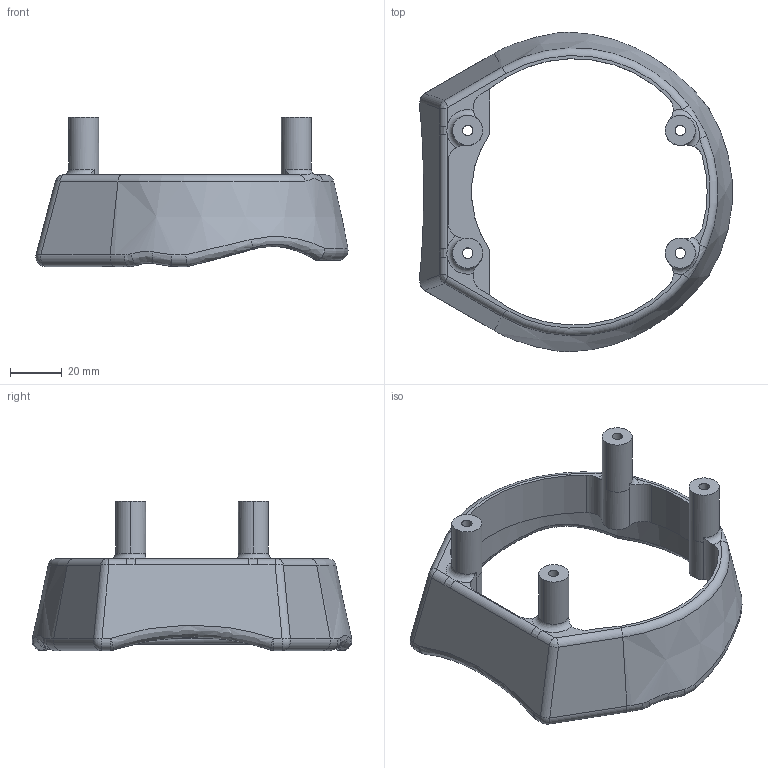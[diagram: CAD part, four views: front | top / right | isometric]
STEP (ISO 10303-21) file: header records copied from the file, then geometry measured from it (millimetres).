
FILE_DESCRIPTION((''),'2;1');
FILE_NAME('1040369B','2011-04-14T',('dburns'),(''),'PRO/ENGINEER BY PARAMETRIC TECHNOLOGY CORPORATION, 2007390','PRO/ENGINEER BY PARAMETRIC TECHNOLOGY CORPORATION, 2007390','');
FILE_SCHEMA(('CONFIG_CONTROL_DESIGN'));
Length unit declared in the file: inch
Products named in the file (1): 1040369B
Bounding box: 121.17 x 124.12 x 57.91 mm (x, y, z)
Volume: 97355.9 mm3; surface area: 35475.8 mm2
Topology: 1 solids, 1 shells, 143 faces, 367 edges, 226 vertices
Faces by surface type: cylinder 50, bspline 41, plane 28, torus 19, sphere 4, cone 1
Entity records: 5857 total; most frequent: CARTESIAN_POINT 2604, ORIENTED_EDGE 734, DIRECTION 610, EDGE_CURVE 367, AXIS2_PLACEMENT_3D 261, VERTEX_POINT 226, CIRCLE 159, EDGE_LOOP 153
